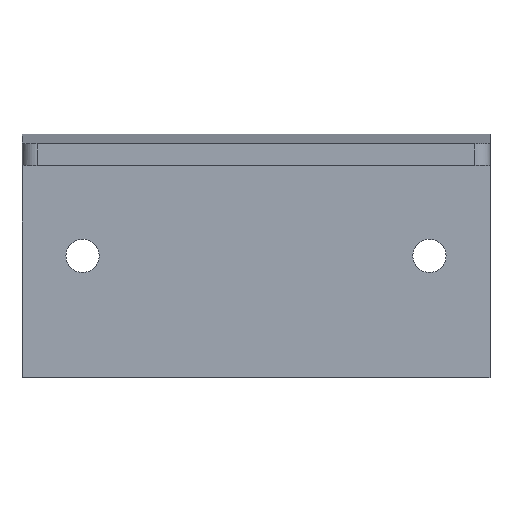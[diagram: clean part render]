
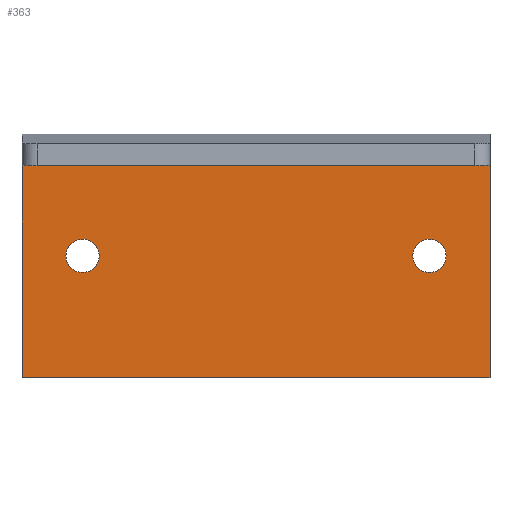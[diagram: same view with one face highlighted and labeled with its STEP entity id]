
A CAD part, top view. The second image highlights one B-rep face of the part: STEP entity #363.
In plain terms, the highlighted planar face has unit normal (0, 0, 1).
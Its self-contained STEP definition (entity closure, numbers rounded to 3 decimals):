
#4 = EDGE_LOOP ( 'NONE', ( #422, #378 ) ) ;
#7 = DIRECTION ( 'NONE',  ( 0., 0., -1. ) ) ;
#18 = EDGE_CURVE ( 'NONE', #360, #496, #234, .T. ) ;
#24 = CARTESIAN_POINT ( 'NONE',  ( -38.65, -20.1, 2.5 ) ) ;
#31 = LINE ( 'NONE', #370, #113 ) ;
#37 = EDGE_CURVE ( 'NONE', #136, #519, #135, .T. ) ;
#64 = LINE ( 'NONE', #24, #335 ) ;
#65 = AXIS2_PLACEMENT_3D ( 'NONE', #289, #336, #117 ) ;
#68 = ORIENTED_EDGE ( 'NONE', *, *, #286, .T. ) ;
#72 = EDGE_CURVE ( 'NONE', #342, #485, #565, .T. ) ;
#76 = DIRECTION ( 'NONE',  ( -1., 0., 0. ) ) ;
#95 = ORIENTED_EDGE ( 'NONE', *, *, #349, .T. ) ;
#113 = VECTOR ( 'NONE', #506, 1000. ) ;
#117 = DIRECTION ( 'NONE',  ( -1., 0., 0. ) ) ;
#135 = CIRCLE ( 'NONE', #460, 2.75 ) ;
#136 = VERTEX_POINT ( 'NONE', #527 ) ;
#150 = AXIS2_PLACEMENT_3D ( 'NONE', #338, #514, #76 ) ;
#155 = VERTEX_POINT ( 'NONE', #249 ) ;
#156 = CIRCLE ( 'NONE', #555, 2.75 ) ;
#162 = FACE_BOUND ( 'NONE', #4, .T. ) ;
#166 = DIRECTION ( 'NONE',  ( -1., 0., 0. ) ) ;
#180 = DIRECTION ( 'NONE',  ( -1., 0., 0. ) ) ;
#201 = FACE_OUTER_BOUND ( 'NONE', #411, .T. ) ;
#207 = DIRECTION ( 'NONE',  ( 0., 0., -1. ) ) ;
#217 = CARTESIAN_POINT ( 'NONE',  ( -28.65, 0., 2.5 ) ) ;
#234 = CIRCLE ( 'NONE', #563, 2.75 ) ;
#249 = CARTESIAN_POINT ( 'NONE',  ( -38.65, -20.1, 2.5 ) ) ;
#252 = DIRECTION ( 'NONE',  ( 0., 1., 0. ) ) ;
#255 = DIRECTION ( 'NONE',  ( 0., 0., -1. ) ) ;
#268 = CARTESIAN_POINT ( 'NONE',  ( 38.65, 14.9, 2.5 ) ) ;
#281 = EDGE_CURVE ( 'NONE', #496, #360, #156, .T. ) ;
#286 = EDGE_CURVE ( 'NONE', #525, #155, #31, .T. ) ;
#289 = CARTESIAN_POINT ( 'NONE',  ( 0., 0., 2.5 ) ) ;
#294 = CARTESIAN_POINT ( 'NONE',  ( 31.4, 0., 2.5 ) ) ;
#298 = CARTESIAN_POINT ( 'NONE',  ( 38.65, -20.1, 2.5 ) ) ;
#335 = VECTOR ( 'NONE', #386, 1000. ) ;
#336 = DIRECTION ( 'NONE',  ( 0., 0., -1. ) ) ;
#338 = CARTESIAN_POINT ( 'NONE',  ( 28.65, 0., 2.5 ) ) ;
#340 = DIRECTION ( 'NONE',  ( -1., 0., 0. ) ) ;
#342 = VERTEX_POINT ( 'NONE', #425 ) ;
#348 = ORIENTED_EDGE ( 'NONE', *, *, #512, .T. ) ;
#349 = EDGE_CURVE ( 'NONE', #155, #342, #64, .T. ) ;
#360 = VERTEX_POINT ( 'NONE', #381 ) ;
#363 = ADVANCED_FACE ( 'NONE', ( #379, #162, #201 ), #515, .F. ) ;
#370 = CARTESIAN_POINT ( 'NONE',  ( -38.65, -20.1, 2.5 ) ) ;
#378 = ORIENTED_EDGE ( 'NONE', *, *, #18, .T. ) ;
#379 = FACE_BOUND ( 'NONE', #492, .T. ) ;
#381 = CARTESIAN_POINT ( 'NONE',  ( -25.9, 0., 2.5 ) ) ;
#386 = DIRECTION ( 'NONE',  ( 1., 0., 0. ) ) ;
#392 = CIRCLE ( 'NONE', #150, 2.75 ) ;
#399 = CARTESIAN_POINT ( 'NONE',  ( -38.65, 14.9, 2.5 ) ) ;
#409 = EDGE_CURVE ( 'NONE', #525, #485, #451, .T. ) ;
#411 = EDGE_LOOP ( 'NONE', ( #458, #68, #95, #505 ) ) ;
#419 = VECTOR ( 'NONE', #481, 1000. ) ;
#422 = ORIENTED_EDGE ( 'NONE', *, *, #281, .T. ) ;
#425 = CARTESIAN_POINT ( 'NONE',  ( 38.65, -20.1, 2.5 ) ) ;
#429 = CARTESIAN_POINT ( 'NONE',  ( -28.65, 0., 2.5 ) ) ;
#451 = LINE ( 'NONE', #399, #419 ) ;
#458 = ORIENTED_EDGE ( 'NONE', *, *, #409, .F. ) ;
#460 = AXIS2_PLACEMENT_3D ( 'NONE', #473, #255, #340 ) ;
#473 = CARTESIAN_POINT ( 'NONE',  ( 28.65, 0., 2.5 ) ) ;
#481 = DIRECTION ( 'NONE',  ( 1., 0., 0. ) ) ;
#485 = VERTEX_POINT ( 'NONE', #268 ) ;
#492 = EDGE_LOOP ( 'NONE', ( #509, #348 ) ) ;
#496 = VERTEX_POINT ( 'NONE', #559 ) ;
#505 = ORIENTED_EDGE ( 'NONE', *, *, #72, .T. ) ;
#506 = DIRECTION ( 'NONE',  ( 0., -1., 0. ) ) ;
#509 = ORIENTED_EDGE ( 'NONE', *, *, #37, .T. ) ;
#512 = EDGE_CURVE ( 'NONE', #519, #136, #392, .T. ) ;
#514 = DIRECTION ( 'NONE',  ( 0., 0., -1. ) ) ;
#515 = PLANE ( 'NONE',  #65 ) ;
#519 = VERTEX_POINT ( 'NONE', #294 ) ;
#525 = VERTEX_POINT ( 'NONE', #537 ) ;
#527 = CARTESIAN_POINT ( 'NONE',  ( 25.9, 0., 2.5 ) ) ;
#535 = VECTOR ( 'NONE', #252, 1000. ) ;
#537 = CARTESIAN_POINT ( 'NONE',  ( -38.65, 14.9, 2.5 ) ) ;
#555 = AXIS2_PLACEMENT_3D ( 'NONE', #217, #7, #180 ) ;
#559 = CARTESIAN_POINT ( 'NONE',  ( -31.4, 0., 2.5 ) ) ;
#563 = AXIS2_PLACEMENT_3D ( 'NONE', #429, #207, #166 ) ;
#565 = LINE ( 'NONE', #298, #535 ) ;
